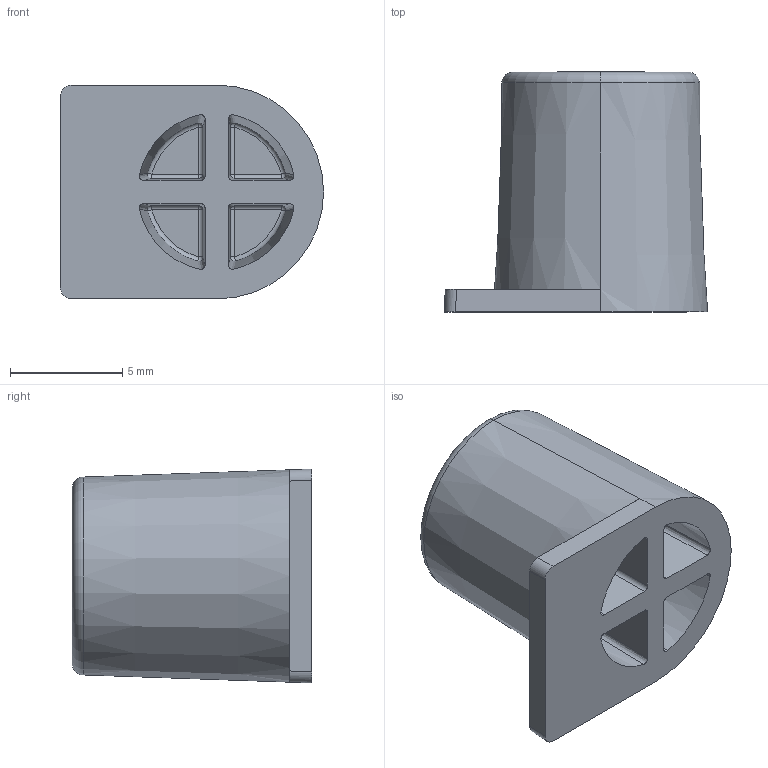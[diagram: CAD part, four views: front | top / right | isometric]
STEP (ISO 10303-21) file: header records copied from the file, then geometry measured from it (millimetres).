
FILE_DESCRIPTION (( 'STEP AP214' ), '1' );
FILE_NAME ('MENU BUTTON.STEP', '2020-05-08T10:07:16', ( '' ), ( '' ), 'SwSTEP 2.0', 'SolidWorks 2018', '' );
FILE_SCHEMA (( 'AUTOMOTIVE_DESIGN' ));
Length unit declared in the file: millimetre
Products named in the file (1): MENU BUTTON
Bounding box: 11.75 x 10.71 x 9.55 mm (x, y, z)
Volume: 530.3 mm3; surface area: 860.8 mm2
Topology: 4 solids, 4 shells, 82 faces, 182 edges, 100 vertices
Faces by surface type: plane 36, cylinder 14, sphere 12, bspline 8, torus 6, cone 6
Entity records: 2335 total; most frequent: CARTESIAN_POINT 601, DIRECTION 344, ORIENTED_EDGE 340, EDGE_CURVE 170, AXIS2_PLACEMENT_3D 131, VERTEX_POINT 100, EDGE_LOOP 86, VECTOR 82
